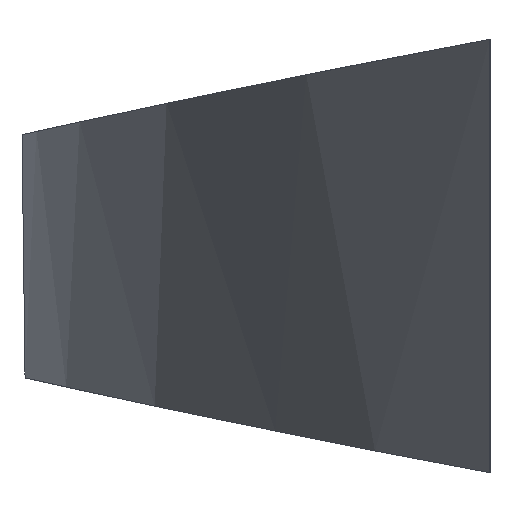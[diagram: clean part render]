
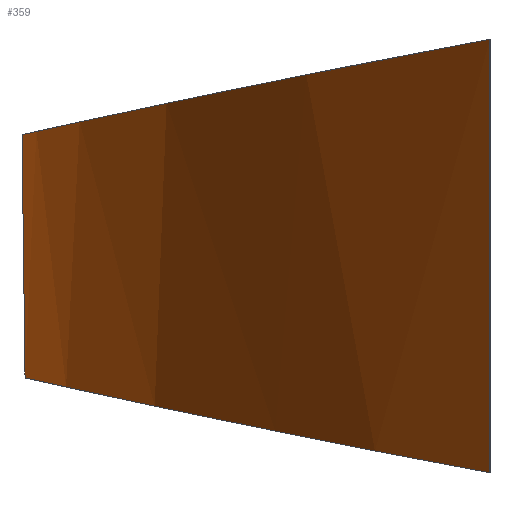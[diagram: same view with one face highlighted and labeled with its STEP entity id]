
A CAD part, left-side view. The second image highlights one B-rep face of the part: STEP entity #359.
In plain terms, the highlighted cylindrical face has radius 155.282 mm (diameter 310.565 mm), a partial arc.
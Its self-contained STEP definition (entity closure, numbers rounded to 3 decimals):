
#1 = CARTESIAN_POINT ( 'NONE',  ( -87.5, 0., 12.5 ) ) ;
#4 = CARTESIAN_POINT ( 'NONE',  ( -44.001, 20.648, 8.384 ) ) ;
#6 = AXIS2_PLACEMENT_3D ( 'NONE', #230, #195, #111 ) ;
#8 = CARTESIAN_POINT ( 'NONE',  ( -53.023, 17.719, -9.005 ) ) ;
#10 = CARTESIAN_POINT ( 'NONE',  ( -81.057, 4.394, 11.687 ) ) ;
#14 = CARTESIAN_POINT ( 'NONE',  ( -30.779, 24.116, -7.636 ) ) ;
#15 = CARTESIAN_POINT ( 'NONE',  ( 49.433, 18.972, 8.741 ) ) ;
#30 = VERTEX_POINT ( 'NONE', #313 ) ;
#42 = CARTESIAN_POINT ( 'NONE',  ( 42.202, 21.168, -8.273 ) ) ;
#46 = CARTESIAN_POINT ( 'NONE',  ( -1.789, 27.002, -7. ) ) ;
#48 = CARTESIAN_POINT ( 'NONE',  ( 7.763, 26.809, 7.042 ) ) ;
#58 = CARTESIAN_POINT ( 'NONE',  ( -87.5, 0., -12.5 ) ) ;
#60 = CARTESIAN_POINT ( 'NONE',  ( 1.936, 27., 7. ) ) ;
#61 = CARTESIAN_POINT ( 'NONE',  ( 0., 27., 7. ) ) ;
#63 = CARTESIAN_POINT ( 'NONE',  ( -38.298, 22.401, -8.011 ) ) ;
#65 = CARTESIAN_POINT ( 'NONE',  ( 53.082, 17.697, 9.01 ) ) ;
#66 = ORIENTED_EDGE ( 'NONE', *, *, #309, .T. ) ;
#81 = VERTEX_POINT ( 'NONE', #262 ) ;
#83 = CARTESIAN_POINT ( 'NONE',  ( 74.384, 8.242, -10.935 ) ) ;
#89 = VERTEX_POINT ( 'NONE', #452 ) ;
#90 = B_SPLINE_CURVE_WITH_KNOTS ( 'NONE', 3,
 ( #545, #502, #83, #256, #177, #458, #42, #314, #95, #457, #134, #510, #266, #46, #220, #406, #433, #375, #269, #475, #325, #14, #63, #238, #8, #100, #277, #104, #145, #412, #514, #58 ),
 .UNSPECIFIED., .F., .F.,
 ( 4, 2, 2, 2, 2, 2, 2, 2, 2, 2, 2, 2, 2, 2, 2, 4 ),
 ( 0., 0.023, 0.046, 0.052, 0.058, 0.069, 0.093, 0.098, 0.101, 0.104, 0.116, 0.139, 0.151, 0.156, 0.162, 0.185 ),
 .UNSPECIFIED. ) ;
#95 = CARTESIAN_POINT ( 'NONE',  ( 36.539, 22.652, -7.953 ) ) ;
#100 = CARTESIAN_POINT ( 'NONE',  ( -58.454, 15.591, -9.447 ) ) ;
#104 = CARTESIAN_POINT ( 'NONE',  ( -63.83, 13.288, -9.919 ) ) ;
#106 = CARTESIAN_POINT ( 'NONE',  ( -30.759, 23.973, 7.667 ) ) ;
#111 = DIRECTION ( 'NONE',  ( -1., 0., 0. ) ) ;
#127 = ORIENTED_EDGE ( 'NONE', *, *, #469, .T. ) ;
#134 = CARTESIAN_POINT ( 'NONE',  ( 27.053, 24.674, -7.513 ) ) ;
#137 = CARTESIAN_POINT ( 'NONE',  ( 63.87, 13.27, 9.923 ) ) ;
#145 = CARTESIAN_POINT ( 'NONE',  ( -65.599, 12.477, -10.084 ) ) ;
#172 = VERTEX_POINT ( 'NONE', #477 ) ;
#177 = CARTESIAN_POINT ( 'NONE',  ( 53.357, 17.752, -9. ) ) ;
#180 = EDGE_CURVE ( 'NONE', #172, #89, #326, .T. ) ;
#182 = CARTESIAN_POINT ( 'NONE',  ( -60.484, 14.944, 9.588 ) ) ;
#184 = FACE_OUTER_BOUND ( 'NONE', #537, .T. ) ;
#193 = CARTESIAN_POINT ( 'NONE',  ( -42.124, 21.19, 8.268 ) ) ;
#195 = DIRECTION ( 'NONE',  ( 0., 0., -1. ) ) ;
#198 = CARTESIAN_POINT ( 'NONE',  ( 81.077, 4.381, 11.689 ) ) ;
#220 = CARTESIAN_POINT ( 'NONE',  ( -3.732, 26.967, -7.007 ) ) ;
#230 = CARTESIAN_POINT ( 'NONE',  ( 0., -128.282, 12.5 ) ) ;
#231 = CARTESIAN_POINT ( 'NONE',  ( 74.372, 8.252, 10.934 ) ) ;
#236 = CARTESIAN_POINT ( 'NONE',  ( -7.768, 27., 7. ) ) ;
#238 = CARTESIAN_POINT ( 'NONE',  ( -49.368, 18.994, -8.736 ) ) ;
#241 = CARTESIAN_POINT ( 'NONE',  ( 60.304, 14.825, 9.605 ) ) ;
#256 = CARTESIAN_POINT ( 'NONE',  ( 60.529, 14.924, -9.592 ) ) ;
#257 = ORIENTED_EDGE ( 'NONE', *, *, #180, .F. ) ;
#262 = CARTESIAN_POINT ( 'NONE',  ( 0., 27., 7. ) ) ;
#266 = CARTESIAN_POINT ( 'NONE',  ( 7.904, 26.992, -7.002 ) ) ;
#267 = CARTESIAN_POINT ( 'NONE',  ( 58.503, 15.571, 9.451 ) ) ;
#269 = CARTESIAN_POINT ( 'NONE',  ( -10.552, 26.644, -7.079 ) ) ;
#276 = CARTESIAN_POINT ( 'NONE',  ( 9.71, 26.699, 7.067 ) ) ;
#277 = CARTESIAN_POINT ( 'NONE',  ( -60.258, 14.845, -9.601 ) ) ;
#280 = CARTESIAN_POINT ( 'NONE',  ( 19.409, 25.831, 7.259 ) ) ;
#309 = EDGE_CURVE ( 'NONE', #30, #89, #90, .T. ) ;
#311 = VECTOR ( 'NONE', #464, 1000. ) ;
#313 = CARTESIAN_POINT ( 'NONE',  ( 87.5, 0., -12.5 ) ) ;
#314 = CARTESIAN_POINT ( 'NONE',  ( 38.429, 22.182, -8.055 ) ) ;
#323 = CARTESIAN_POINT ( 'NONE',  ( -53.299, 17.774, 8.996 ) ) ;
#325 = CARTESIAN_POINT ( 'NONE',  ( -19.292, 25.846, -7.256 ) ) ;
#326 = LINE ( 'NONE', #459, #517 ) ;
#347 = ORIENTED_EDGE ( 'NONE', *, *, #354, .T. ) ;
#354 = EDGE_CURVE ( 'NONE', #543, #30, #470, .T. ) ;
#359 = ADVANCED_FACE ( 'NONE', ( #184 ), #362, .T. ) ;
#362 = CYLINDRICAL_SURFACE ( 'NONE', #6, 155.282 ) ;
#364 = CARTESIAN_POINT ( 'NONE',  ( 87.5, 0., 12.5 ) ) ;
#368 = CARTESIAN_POINT ( 'NONE',  ( -38.344, 22.204, 8.05 ) ) ;
#370 = CARTESIAN_POINT ( 'NONE',  ( -26.949, 24.692, 7.509 ) ) ;
#375 = CARTESIAN_POINT ( 'NONE',  ( -9.575, 26.708, -7.065 ) ) ;
#376 = DIRECTION ( 'NONE',  ( 0., 0., -1. ) ) ;
#406 = CARTESIAN_POINT ( 'NONE',  ( -6.651, 26.861, -7.031 ) ) ;
#412 = CARTESIAN_POINT ( 'NONE',  ( -74.35, 8.265, -10.931 ) ) ;
#414 = CARTESIAN_POINT ( 'NONE',  ( 87.5, 0., 12.5 ) ) ;
#419 = CARTESIAN_POINT ( 'NONE',  ( -74.363, 8.254, 10.933 ) ) ;
#426 = CARTESIAN_POINT ( 'NONE',  ( 87.5, 0., 12.5 ) ) ;
#427 = CARTESIAN_POINT ( 'NONE',  ( 3.875, 26.964, 7.008 ) ) ;
#433 = CARTESIAN_POINT ( 'NONE',  ( -7.625, 26.816, -7.041 ) ) ;
#443 = B_SPLINE_CURVE_WITH_KNOTS ( 'NONE', 3,
 ( #1, #10, #419, #182, #323, #4, #193, #368, #560, #106, #370, #565, #236, #61 ),
 .UNSPECIFIED., .F., .F.,
 ( 4, 2, 2, 2, 2, 2, 4 ),
 ( 0., 0.023, 0.046, 0.052, 0.058, 0.07, 0.093 ),
 .UNSPECIFIED. ) ;
#452 = CARTESIAN_POINT ( 'NONE',  ( -87.5, 0., -12.5 ) ) ;
#457 = CARTESIAN_POINT ( 'NONE',  ( 30.857, 23.953, -7.671 ) ) ;
#458 = CARTESIAN_POINT ( 'NONE',  ( 44.076, 20.626, -8.389 ) ) ;
#459 = CARTESIAN_POINT ( 'NONE',  ( -87.5, 0., 12.5 ) ) ;
#460 = CARTESIAN_POINT ( 'NONE',  ( 6.79, 26.855, 7.032 ) ) ;
#464 = DIRECTION ( 'NONE',  ( 0., 0., -1. ) ) ;
#466 = CARTESIAN_POINT ( 'NONE',  ( 10.685, 26.635, 7.081 ) ) ;
#469 = EDGE_CURVE ( 'NONE', #81, #543, #503, .T. ) ;
#470 = LINE ( 'NONE', #426, #311 ) ;
#475 = CARTESIAN_POINT ( 'NONE',  ( -15.428, 26.281, -7.159 ) ) ;
#477 = CARTESIAN_POINT ( 'NONE',  ( -87.5, 0., 12.5 ) ) ;
#483 = CARTESIAN_POINT ( 'NONE',  ( 0., 27., 7. ) ) ;
#502 = CARTESIAN_POINT ( 'NONE',  ( 81.068, 4.387, -11.688 ) ) ;
#503 = B_SPLINE_CURVE_WITH_KNOTS ( 'NONE', 3,
 ( #483, #60, #427, #460, #48, #276, #466, #573, #280, #520, #556, #15, #65, #267, #241, #137, #515, #231, #198, #414 ),
 .UNSPECIFIED., .F., .F.,
 ( 4, 2, 2, 2, 2, 2, 2, 2, 2, 4 ),
 ( 0.093, 0.099, 0.101, 0.104, 0.116, 0.139, 0.151, 0.156, 0.162, 0.185 ),
 .UNSPECIFIED. ) ;
#509 = EDGE_CURVE ( 'NONE', #172, #81, #443, .T. ) ;
#510 = CARTESIAN_POINT ( 'NONE',  ( 15.599, 26.407, -7.132 ) ) ;
#514 = CARTESIAN_POINT ( 'NONE',  ( -81.067, 4.388, -11.688 ) ) ;
#515 = CARTESIAN_POINT ( 'NONE',  ( 65.635, 12.46, 10.087 ) ) ;
#517 = VECTOR ( 'NONE', #376, 1000. ) ;
#520 = CARTESIAN_POINT ( 'NONE',  ( 30.876, 24.096, 7.641 ) ) ;
#537 = EDGE_LOOP ( 'NONE', ( #347, #66, #257, #595, #127 ) ) ;
#543 = VERTEX_POINT ( 'NONE', #364 ) ;
#545 = CARTESIAN_POINT ( 'NONE',  ( 87.5, 0., -12.5 ) ) ;
#556 = CARTESIAN_POINT ( 'NONE',  ( 38.381, 22.379, 8.016 ) ) ;
#560 = CARTESIAN_POINT ( 'NONE',  ( -36.451, 22.674, 7.949 ) ) ;
#565 = CARTESIAN_POINT ( 'NONE',  ( -15.476, 26.42, 7.129 ) ) ;
#573 = CARTESIAN_POINT ( 'NONE',  ( 15.552, 26.269, 7.162 ) ) ;
#595 = ORIENTED_EDGE ( 'NONE', *, *, #509, .T. ) ;
